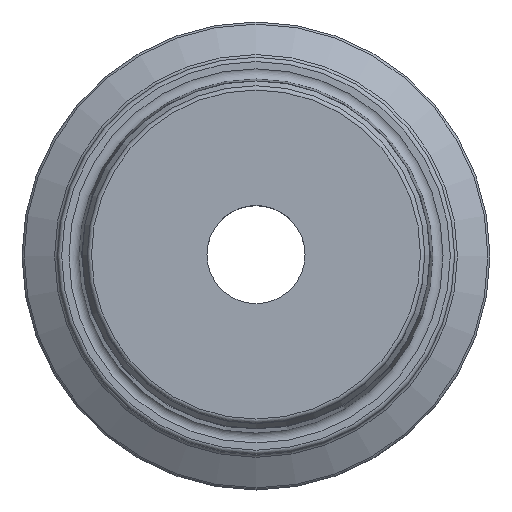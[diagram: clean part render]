
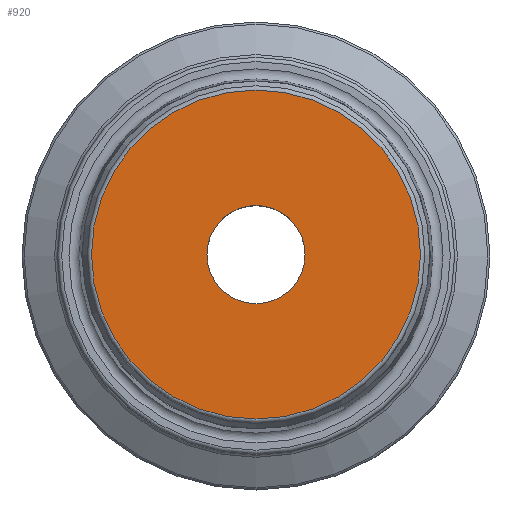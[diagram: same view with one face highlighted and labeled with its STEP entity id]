
A CAD part, top view. The second image highlights one B-rep face of the part: STEP entity #920.
In plain terms, the highlighted planar face has unit normal (0, 0, 1).
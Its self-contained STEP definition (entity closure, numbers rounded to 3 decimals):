
#97=PLANE('',#1005);
#206=ORIENTED_EDGE('',*,*,#327,.T.);
#207=ORIENTED_EDGE('',*,*,#281,.T.);
#281=EDGE_CURVE('',#355,#355,#413,.T.);
#327=EDGE_CURVE('',#394,#394,#439,.T.);
#355=VERTEX_POINT('',#1265);
#394=VERTEX_POINT('',#1367);
#413=CIRCLE('',#963,11.6);
#439=CIRCLE('',#1006,3.459);
#492=EDGE_LOOP('',(#206));
#493=EDGE_LOOP('',(#207));
#562=FACE_BOUND('',#492,.T.);
#563=FACE_BOUND('',#493,.T.);
#920=ADVANCED_FACE('',(#562,#563),#97,.T.);
#963=AXIS2_PLACEMENT_3D('',#1264,#1070,#1071);
#1005=AXIS2_PLACEMENT_3D('',#1365,#1174,#1175);
#1006=AXIS2_PLACEMENT_3D('',#1366,#1176,#1177);
#1070=DIRECTION('',(0.,0.,1.));
#1071=DIRECTION('',(1.,0.,0.));
#1174=DIRECTION('',(0.,0.,1.));
#1175=DIRECTION('',(1.,0.,0.));
#1176=DIRECTION('',(0.,0.,-1.));
#1177=DIRECTION('',(0.,-1.,0.));
#1264=CARTESIAN_POINT('',(0.,0.,60.5));
#1265=CARTESIAN_POINT('',(11.6,0.,60.5));
#1365=CARTESIAN_POINT('',(0.,0.,60.5));
#1366=CARTESIAN_POINT('',(0.,0.,60.5));
#1367=CARTESIAN_POINT('',(0.,-3.459,60.5));
